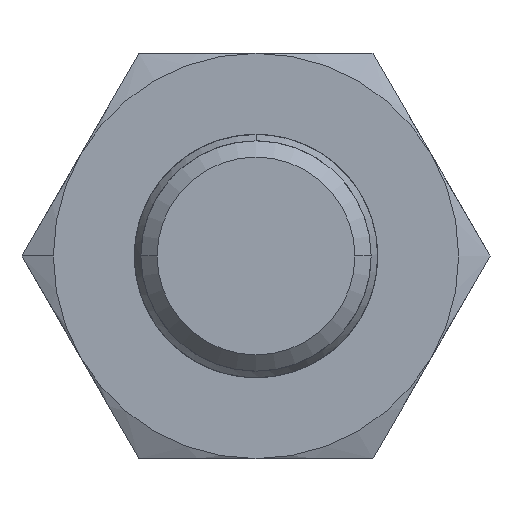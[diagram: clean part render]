
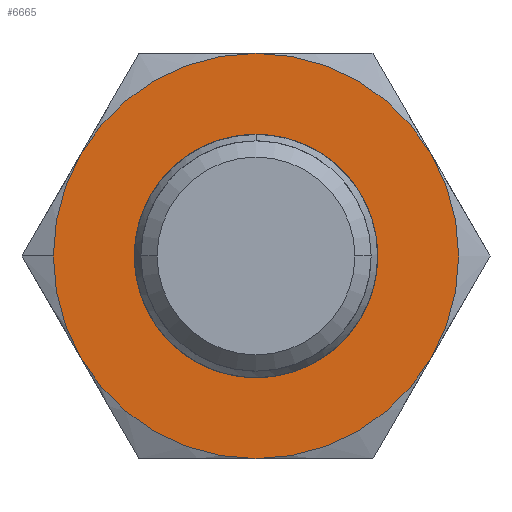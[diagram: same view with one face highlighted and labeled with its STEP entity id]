
A CAD part, front view. The second image highlights one B-rep face of the part: STEP entity #6665.
In plain terms, the highlighted planar face has unit normal (0, -1, 0).
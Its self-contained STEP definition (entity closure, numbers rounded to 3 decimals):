
#1 = EDGE_LOOP ( 'NONE', ( #7, #6830 ) ) ;
#4 = ORIENTED_EDGE ( 'NONE', *, *, #6675, .F. ) ;
#5 = ORIENTED_EDGE ( 'NONE', *, *, #6626, .F. ) ;
#7 = ORIENTED_EDGE ( 'NONE', *, *, #6859, .T. ) ;
#12 = ORIENTED_EDGE ( 'NONE', *, *, #6633, .F. ) ;
#67 = ORIENTED_EDGE ( 'NONE', *, *, #6614, .F. ) ;
#68 = ORIENTED_EDGE ( 'NONE', *, *, #6855, .F. ) ;
#4775 = DIRECTION ( 'NONE',  ( -1., 0., 0. ) ) ;
#5192 = CARTESIAN_POINT ( 'NONE',  ( 2.165, -0.006, -1.25 ) ) ;
#5205 = DIRECTION ( 'NONE',  ( -1., 0., 0. ) ) ;
#5206 = DIRECTION ( 'NONE',  ( 0., 1., 0. ) ) ;
#5207 = CARTESIAN_POINT ( 'NONE',  ( 0., -0.006, 0. ) ) ;
#5208 = AXIS2_PLACEMENT_3D ( 'NONE', #5207, #5206, #5205 ) ;
#5209 = CIRCLE ( 'NONE', #5208, 2.5 ) ;
#5219 = CARTESIAN_POINT ( 'NONE',  ( 0., -0.006, 0. ) ) ;
#5226 = DIRECTION ( 'NONE',  ( -1., 0., 0. ) ) ;
#5227 = DIRECTION ( 'NONE',  ( 0., 1., 0. ) ) ;
#5228 = CARTESIAN_POINT ( 'NONE',  ( 0., -0.006, 0. ) ) ;
#5229 = AXIS2_PLACEMENT_3D ( 'NONE', #5228, #5227, #5226 ) ;
#5234 = CARTESIAN_POINT ( 'NONE',  ( 2.165, -0.006, 1.25 ) ) ;
#5236 = CIRCLE ( 'NONE', #5229, 2.5 ) ;
#5257 = CARTESIAN_POINT ( 'NONE',  ( 0., -0.006, -2.5 ) ) ;
#5258 = DIRECTION ( 'NONE',  ( -1., 0., 0. ) ) ;
#5259 = DIRECTION ( 'NONE',  ( 0., 1., 0. ) ) ;
#5260 = AXIS2_PLACEMENT_3D ( 'NONE', #5219, #5259, #5258 ) ;
#5261 = CIRCLE ( 'NONE', #5260, 2.5 ) ;
#5264 = CARTESIAN_POINT ( 'NONE',  ( 0., -0.006, 0. ) ) ;
#5265 = AXIS2_PLACEMENT_3D ( 'NONE', #5264, #5309, #5308 ) ;
#5266 = CIRCLE ( 'NONE', #5265, 1.011 ) ;
#5286 = CARTESIAN_POINT ( 'NONE',  ( 0., -0.006, 0. ) ) ;
#5308 = DIRECTION ( 'NONE',  ( -1., 0., 0. ) ) ;
#5309 = DIRECTION ( 'NONE',  ( 0., 1., 0. ) ) ;
#5310 = DIRECTION ( 'NONE',  ( 0., 1., 0. ) ) ;
#5311 = CARTESIAN_POINT ( 'NONE',  ( 0., -0.006, 0. ) ) ;
#5312 = AXIS2_PLACEMENT_3D ( 'NONE', #5311, #5310, #4775 ) ;
#5319 = CIRCLE ( 'NONE', #5312, 2.5 ) ;
#5320 = CARTESIAN_POINT ( 'NONE',  ( 0., -0.006, 2.5 ) ) ;
#5327 = DIRECTION ( 'NONE',  ( -1., 0., 0. ) ) ;
#5328 = DIRECTION ( 'NONE',  ( 0., 1., 0. ) ) ;
#5329 = CARTESIAN_POINT ( 'NONE',  ( 2.5, -0.006, 0. ) ) ;
#5330 = AXIS2_PLACEMENT_3D ( 'NONE', #5329, #5328, #5327 ) ;
#5331 = PLANE ( 'NONE',  #5330 ) ;
#5332 = FACE_BOUND ( 'NONE', #1, .T. ) ;
#5333 = DIRECTION ( 'NONE',  ( -1., 0., 0. ) ) ;
#5334 = DIRECTION ( 'NONE',  ( 0., 1., 0. ) ) ;
#5335 = AXIS2_PLACEMENT_3D ( 'NONE', #5286, #5334, #5333 ) ;
#5336 = CIRCLE ( 'NONE', #5335, 2.5 ) ;
#5337 = FACE_OUTER_BOUND ( 'NONE', #6666, .T. ) ;
#5354 = CARTESIAN_POINT ( 'NONE',  ( -2.165, -0.006, 1.25 ) ) ;
#5355 = DIRECTION ( 'NONE',  ( -1., 0., 0. ) ) ;
#5356 = DIRECTION ( 'NONE',  ( 0., 1., 0. ) ) ;
#5357 = AXIS2_PLACEMENT_3D ( 'NONE', #5362, #5356, #5355 ) ;
#5358 = CIRCLE ( 'NONE', #5357, 2.5 ) ;
#5362 = CARTESIAN_POINT ( 'NONE',  ( 0., -0.006, 0. ) ) ;
#5778 = CARTESIAN_POINT ( 'NONE',  ( -2.165, -0.006, -1.25 ) ) ;
#5781 = CARTESIAN_POINT ( 'NONE',  ( -1.011, -0.006, 0. ) ) ;
#5788 = CARTESIAN_POINT ( 'NONE',  ( 1.011, -0.006, 0. ) ) ;
#5812 = DIRECTION ( 'NONE',  ( -1., 0., 0. ) ) ;
#5813 = DIRECTION ( 'NONE',  ( 0., 1., 0. ) ) ;
#5814 = AXIS2_PLACEMENT_3D ( 'NONE', #5821, #5813, #5812 ) ;
#5815 = CIRCLE ( 'NONE', #5814, 1.011 ) ;
#5821 = CARTESIAN_POINT ( 'NONE',  ( 0., -0.006, 0. ) ) ;
#5827 = DIRECTION ( 'NONE',  ( -1., 0., 0. ) ) ;
#5828 = DIRECTION ( 'NONE',  ( 0., 1., 0. ) ) ;
#5829 = CARTESIAN_POINT ( 'NONE',  ( 0., -0.006, 0. ) ) ;
#5830 = AXIS2_PLACEMENT_3D ( 'NONE', #5829, #5828, #5827 ) ;
#5831 = CIRCLE ( 'NONE', #5830, 2.5 ) ;
#5836 = CARTESIAN_POINT ( 'NONE',  ( -2.5, -0.006, 0. ) ) ;
#6614 = EDGE_CURVE ( 'NONE', #6634, #6849, #5209, .T. ) ;
#6621 = VERTEX_POINT ( 'NONE', #5192 ) ;
#6624 = VERTEX_POINT ( 'NONE', #5234 ) ;
#6626 = EDGE_CURVE ( 'NONE', #6624, #6621, #5236, .T. ) ;
#6633 = EDGE_CURVE ( 'NONE', #6621, #6634, #5261, .T. ) ;
#6634 = VERTEX_POINT ( 'NONE', #5257 ) ;
#6654 = EDGE_CURVE ( 'NONE', #6841, #6847, #5266, .T. ) ;
#6664 = EDGE_CURVE ( 'NONE', #6681, #6673, #5336, .T. ) ;
#6665 = ADVANCED_FACE ( 'NONE', ( #5337, #5332 ), #5331, .F. ) ;
#6666 = EDGE_LOOP ( 'NONE', ( #6667, #6668, #68, #67, #12, #5, #4 ) ) ;
#6667 = ORIENTED_EDGE ( 'NONE', *, *, #6664, .F. ) ;
#6668 = ORIENTED_EDGE ( 'NONE', *, *, #6680, .F. ) ;
#6673 = VERTEX_POINT ( 'NONE', #5320 ) ;
#6675 = EDGE_CURVE ( 'NONE', #6673, #6624, #5319, .T. ) ;
#6680 = EDGE_CURVE ( 'NONE', #6850, #6681, #5358, .T. ) ;
#6681 = VERTEX_POINT ( 'NONE', #5354 ) ;
#6830 = ORIENTED_EDGE ( 'NONE', *, *, #6654, .T. ) ;
#6841 = VERTEX_POINT ( 'NONE', #5788 ) ;
#6847 = VERTEX_POINT ( 'NONE', #5781 ) ;
#6849 = VERTEX_POINT ( 'NONE', #5778 ) ;
#6850 = VERTEX_POINT ( 'NONE', #5836 ) ;
#6855 = EDGE_CURVE ( 'NONE', #6849, #6850, #5831, .T. ) ;
#6859 = EDGE_CURVE ( 'NONE', #6847, #6841, #5815, .T. ) ;
